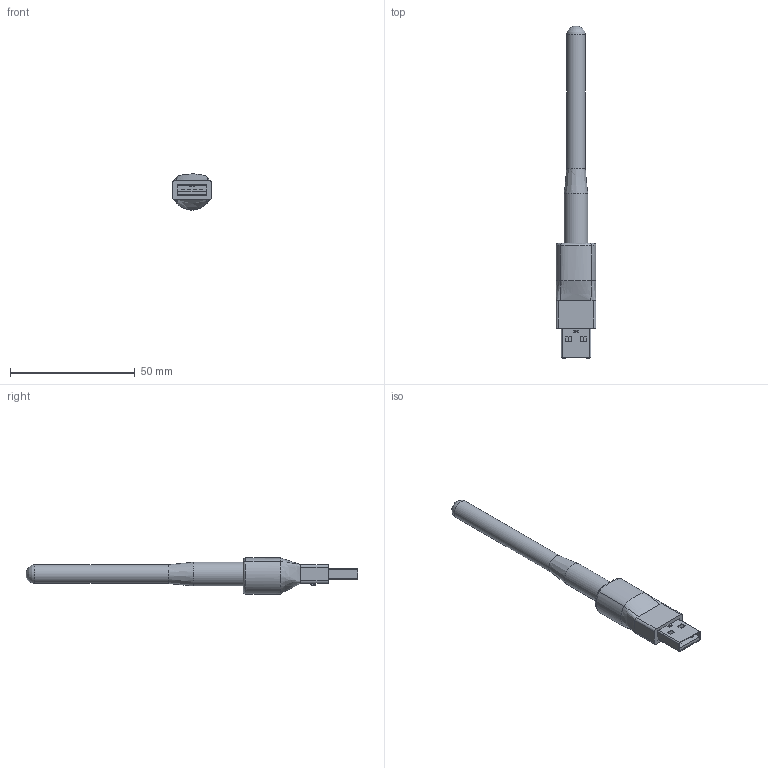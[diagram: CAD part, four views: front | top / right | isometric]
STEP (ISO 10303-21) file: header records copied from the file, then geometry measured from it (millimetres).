
FILE_DESCRIPTION(/* description */ (''),/* implementation_level */ '2;1');
FILE_NAME(/* name */ 'USB WiFi Antenna v2.step',/* time_stamp */ '2022-08-11T15:26:55+02:00',/* author */ (''),/* organization */ (''),/* preprocessor_version */ 'ST-DEVELOPER v19',/* originating_system */ 'Autodesk Translation Framework v11.7.0.108',/* authorisation */ '');
FILE_SCHEMA (('AUTOMOTIVE_DESIGN { 1 0 10303 214 3 1 1 }'));
Length unit declared in the file: millimetre
Products named in the file (2): USB WiFi Antenna; USB Connector Type A male, SMT
Assembly tree (1 placements, depth 2):
  USB WiFi Antenna
    USB Connector Type A male, SMT
Bounding box: 16 x 132.93 x 14.5 mm (x, y, z)
Volume: 10156.6 mm3; surface area: 6367.7 mm2
Topology: 7 solids, 7 shells, 317 faces, 905 edges, 602 vertices
Faces by surface type: plane 211, cylinder 71, bspline 34, torus 1
Full cylindrical faces by diameter (mm): 7.5 x1, 9.5 x1
Entity records: 11254 total; most frequent: CARTESIAN_POINT 2902, ORIENTED_EDGE 1810, DIRECTION 1594, EDGE_CURVE 905, LINE 686, VECTOR 686, VERTEX_POINT 602, AXIS2_PLACEMENT_3D 454
